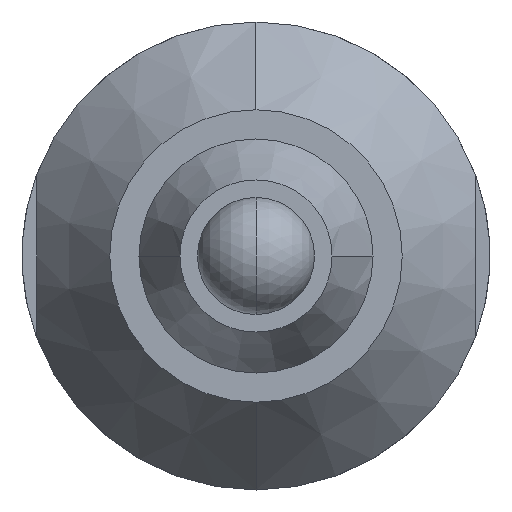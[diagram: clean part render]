
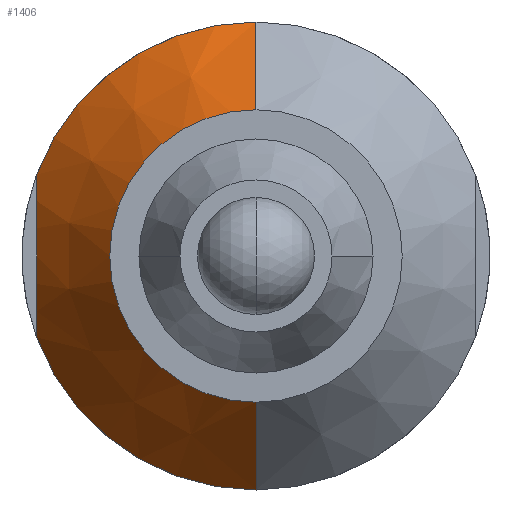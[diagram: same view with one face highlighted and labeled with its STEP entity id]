
A CAD part, left-side view. The second image highlights one B-rep face of the part: STEP entity #1406.
In plain terms, the highlighted conical face has half-angle 36.87 degrees and reference radius 2.5 mm.
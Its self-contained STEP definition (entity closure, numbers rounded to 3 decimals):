
#152 = VERTEX_POINT ( 'NONE', #4313 ) ;
#207 = EDGE_CURVE ( 'NONE', #152, #2840, #1891, .T. ) ;
#282 = CARTESIAN_POINT ( 'NONE',  ( -95., 0., 2.5 ) ) ;
#290 = ORIENTED_EDGE ( 'NONE', *, *, #207, .F. ) ;
#360 = DIRECTION ( 'NONE',  ( 0., 0., -1. ) ) ;
#362 = ORIENTED_EDGE ( 'NONE', *, *, #775, .F. ) ;
#385 = CARTESIAN_POINT ( 'NONE',  ( -93.333, 3.75, 0.241 ) ) ;
#397 = CIRCLE ( 'NONE', #3877, 4. ) ;
#402 = DIRECTION ( 'NONE',  ( 0., 0., -1. ) ) ;
#621 = DIRECTION ( 'NONE',  ( 0., 0., -1. ) ) ;
#622 = AXIS2_PLACEMENT_3D ( 'NONE', #926, #4829, #621 ) ;
#685 = EDGE_CURVE ( 'NONE', #4251, #2478, #5307, .T. ) ;
#729 = ORIENTED_EDGE ( 'NONE', *, *, #2058, .T. ) ;
#760 = CIRCLE ( 'NONE', #4624, 4. ) ;
#775 = EDGE_CURVE ( 'NONE', #3559, #2478, #397, .T. ) ;
#897 = CARTESIAN_POINT ( 'NONE',  ( -93., 0., 4. ) ) ;
#926 = CARTESIAN_POINT ( 'NONE',  ( -95., 0., 0. ) ) ;
#1081 = B_SPLINE_CURVE_WITH_KNOTS ( 'NONE', 3,
 ( #1977, #4516, #3688, #2506, #385, #2083, #1125, #1675, #2817, #5321 ),
 .UNSPECIFIED., .F., .F.,
 ( 4, 2, 2, 2, 4 ),
 ( 0.007, 0.007, 0.008, 0.009, 0.01 ),
 .UNSPECIFIED. ) ;
#1125 = CARTESIAN_POINT ( 'NONE',  ( -93.301, 3.75, -0.482 ) ) ;
#1231 = CARTESIAN_POINT ( 'NONE',  ( -93., 0., 0. ) ) ;
#1349 = FACE_OUTER_BOUND ( 'NONE', #1718, .T. ) ;
#1406 = ADVANCED_FACE ( 'NONE', ( #1349 ), #1618, .T. ) ;
#1455 = DIRECTION ( 'NONE',  ( 0.8, 0., -0.6 ) ) ;
#1618 = CONICAL_SURFACE ( 'NONE', #622, 2.5, 0.644 ) ;
#1675 = CARTESIAN_POINT ( 'NONE',  ( -93.186, 3.75, -0.946 ) ) ;
#1718 = EDGE_LOOP ( 'NONE', ( #3926, #5422, #362, #729, #2328, #290 ) ) ;
#1798 = AXIS2_PLACEMENT_3D ( 'NONE', #5291, #4198, #2819 ) ;
#1891 = LINE ( 'NONE', #3577, #1923 ) ;
#1923 = VECTOR ( 'NONE', #1455, 1000. ) ;
#1977 = CARTESIAN_POINT ( 'NONE',  ( -93., 3.75, 1.392 ) ) ;
#2058 = EDGE_CURVE ( 'NONE', #3559, #2346, #1081, .T. ) ;
#2083 = CARTESIAN_POINT ( 'NONE',  ( -93.333, 3.75, -0.242 ) ) ;
#2099 = CARTESIAN_POINT ( 'NONE',  ( -95., 0., 2.5 ) ) ;
#2129 = DIRECTION ( 'NONE',  ( 1., 0., 0. ) ) ;
#2290 = CARTESIAN_POINT ( 'NONE',  ( -93., 0., -4. ) ) ;
#2328 = ORIENTED_EDGE ( 'NONE', *, *, #3002, .F. ) ;
#2346 = VERTEX_POINT ( 'NONE', #2863 ) ;
#2478 = VERTEX_POINT ( 'NONE', #897 ) ;
#2506 = CARTESIAN_POINT ( 'NONE',  ( -93.302, 3.75, 0.478 ) ) ;
#2817 = CARTESIAN_POINT ( 'NONE',  ( -93.101, 3.75, -1.175 ) ) ;
#2819 = DIRECTION ( 'NONE',  ( 0., 0., -1. ) ) ;
#2840 = VERTEX_POINT ( 'NONE', #2290 ) ;
#2863 = CARTESIAN_POINT ( 'NONE',  ( -93., 3.75, -1.392 ) ) ;
#3002 = EDGE_CURVE ( 'NONE', #2840, #2346, #760, .T. ) ;
#3486 = CARTESIAN_POINT ( 'NONE',  ( -93., 3.75, 1.392 ) ) ;
#3559 = VERTEX_POINT ( 'NONE', #3486 ) ;
#3577 = CARTESIAN_POINT ( 'NONE',  ( -95., 0., -2.5 ) ) ;
#3688 = CARTESIAN_POINT ( 'NONE',  ( -93.186, 3.75, 0.944 ) ) ;
#3689 = CIRCLE ( 'NONE', #1798, 2.5 ) ;
#3877 = AXIS2_PLACEMENT_3D ( 'NONE', #1231, #2129, #402 ) ;
#3926 = ORIENTED_EDGE ( 'NONE', *, *, #3990, .T. ) ;
#3990 = EDGE_CURVE ( 'NONE', #152, #4251, #3689, .T. ) ;
#4005 = DIRECTION ( 'NONE',  ( 0.8, 0., 0.6 ) ) ;
#4111 = DIRECTION ( 'NONE',  ( 1., 0., 0. ) ) ;
#4198 = DIRECTION ( 'NONE',  ( 1., 0., 0. ) ) ;
#4251 = VERTEX_POINT ( 'NONE', #2099 ) ;
#4313 = CARTESIAN_POINT ( 'NONE',  ( -95., 0., -2.5 ) ) ;
#4516 = CARTESIAN_POINT ( 'NONE',  ( -93.102, 3.75, 1.173 ) ) ;
#4624 = AXIS2_PLACEMENT_3D ( 'NONE', #5228, #4111, #360 ) ;
#4829 = DIRECTION ( 'NONE',  ( 1., 0., 0. ) ) ;
#5228 = CARTESIAN_POINT ( 'NONE',  ( -93., 0., 0. ) ) ;
#5291 = CARTESIAN_POINT ( 'NONE',  ( -95., 0., 0. ) ) ;
#5307 = LINE ( 'NONE', #282, #5433 ) ;
#5321 = CARTESIAN_POINT ( 'NONE',  ( -93., 3.75, -1.392 ) ) ;
#5422 = ORIENTED_EDGE ( 'NONE', *, *, #685, .T. ) ;
#5433 = VECTOR ( 'NONE', #4005, 1000. ) ;
